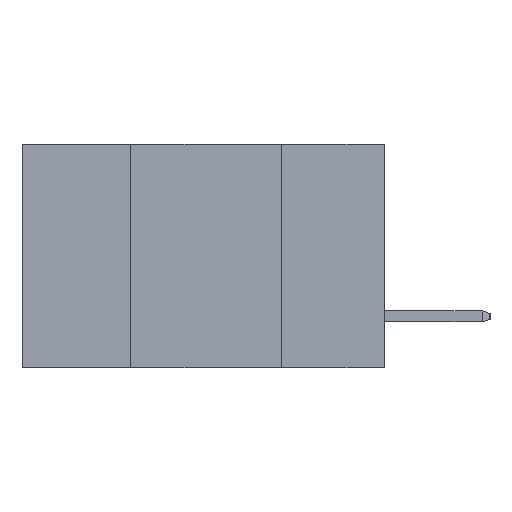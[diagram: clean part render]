
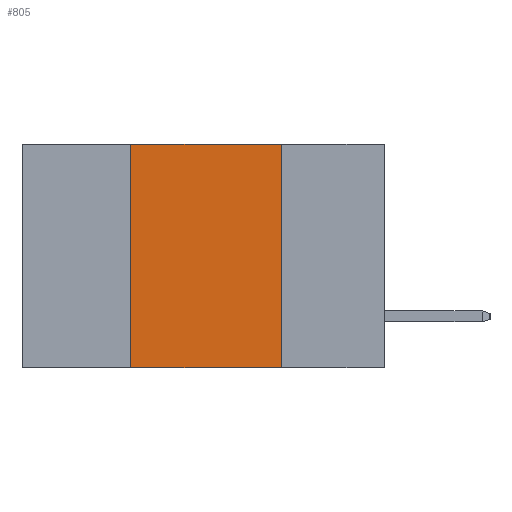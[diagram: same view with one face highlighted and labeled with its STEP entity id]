
A CAD part, left-side view. The second image highlights one B-rep face of the part: STEP entity #805.
In plain terms, the highlighted planar face has unit normal (-1, 0, 0).
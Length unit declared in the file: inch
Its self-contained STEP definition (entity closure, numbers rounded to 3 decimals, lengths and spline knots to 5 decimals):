
#136 = ORIENTED_EDGE ( 'NONE', *, *, #15826, .F. ) ;
#767 = DIRECTION ( 'NONE',  ( 0., -1., 0. ) ) ;
#805 = ADVANCED_FACE ( 'NONE', ( #1203 ), #16112, .F. ) ;
#1203 = FACE_OUTER_BOUND ( 'NONE', #19834, .T. ) ;
#2383 = CARTESIAN_POINT ( 'NONE',  ( 0., 0.6, 0. ) ) ;
#2505 = VERTEX_POINT ( 'NONE', #18482 ) ;
#5106 = CARTESIAN_POINT ( 'NONE',  ( 0., 0.6, -0.37 ) ) ;
#5162 = CARTESIAN_POINT ( 'NONE',  ( 0., 0.42, 0. ) ) ;
#5165 = EDGE_CURVE ( 'NONE', #11607, #9119, #19503, .T. ) ;
#5768 = LINE ( 'NONE', #16269, #9522 ) ;
#6230 = EDGE_CURVE ( 'NONE', #11607, #14606, #15430, .T. ) ;
#6326 = AXIS2_PLACEMENT_3D ( 'NONE', #12860, #17722, #8059 ) ;
#6707 = DIRECTION ( 'NONE',  ( 0., -1., 0. ) ) ;
#8059 = DIRECTION ( 'NONE',  ( 0., 0., -1. ) ) ;
#8354 = EDGE_CURVE ( 'NONE', #2505, #9119, #5768, .T. ) ;
#8469 = CARTESIAN_POINT ( 'NONE',  ( 0., 0.17, -0.37 ) ) ;
#9119 = VERTEX_POINT ( 'NONE', #8469 ) ;
#9522 = VECTOR ( 'NONE', #17821, 39.37008 ) ;
#11021 = CARTESIAN_POINT ( 'NONE',  ( 0., 0.42, 0. ) ) ;
#11466 = LINE ( 'NONE', #2383, #15271 ) ;
#11607 = VERTEX_POINT ( 'NONE', #17716 ) ;
#12860 = CARTESIAN_POINT ( 'NONE',  ( 0., 0.6, 0. ) ) ;
#13149 = ORIENTED_EDGE ( 'NONE', *, *, #6230, .F. ) ;
#14606 = VERTEX_POINT ( 'NONE', #5162 ) ;
#15271 = VECTOR ( 'NONE', #767, 39.37008 ) ;
#15430 = LINE ( 'NONE', #11021, #19194 ) ;
#15826 = EDGE_CURVE ( 'NONE', #14606, #2505, #11466, .T. ) ;
#16112 = PLANE ( 'NONE',  #6326 ) ;
#16244 = VECTOR ( 'NONE', #6707, 39.37008 ) ;
#16269 = CARTESIAN_POINT ( 'NONE',  ( 0., 0.17, 0. ) ) ;
#17435 = ORIENTED_EDGE ( 'NONE', *, *, #5165, .T. ) ;
#17716 = CARTESIAN_POINT ( 'NONE',  ( 0., 0.42, -0.37 ) ) ;
#17722 = DIRECTION ( 'NONE',  ( 1., 0., 0. ) ) ;
#17821 = DIRECTION ( 'NONE',  ( 0., 0., -1. ) ) ;
#18482 = CARTESIAN_POINT ( 'NONE',  ( 0., 0.17, 0. ) ) ;
#19111 = DIRECTION ( 'NONE',  ( 0., 0., 1. ) ) ;
#19194 = VECTOR ( 'NONE', #19111, 39.37008 ) ;
#19503 = LINE ( 'NONE', #5106, #16244 ) ;
#19834 = EDGE_LOOP ( 'NONE', ( #20635, #136, #13149, #17435 ) ) ;
#20635 = ORIENTED_EDGE ( 'NONE', *, *, #8354, .F. ) ;
